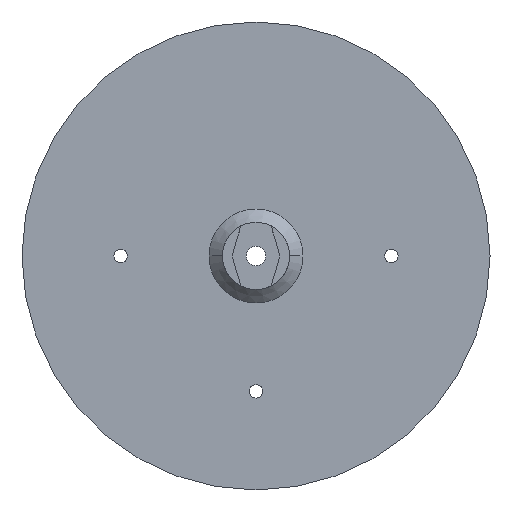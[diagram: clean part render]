
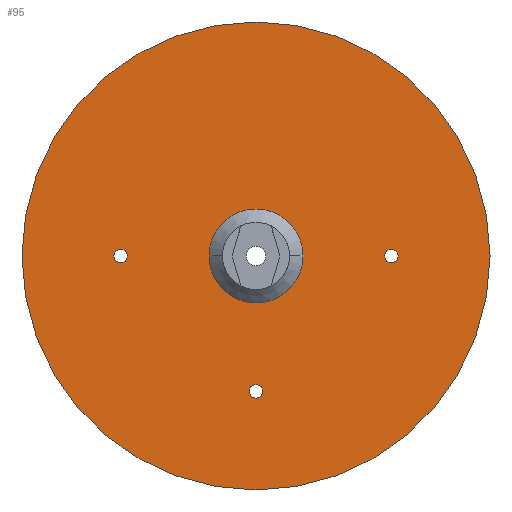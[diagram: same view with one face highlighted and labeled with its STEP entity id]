
A CAD part, top view. The second image highlights one B-rep face of the part: STEP entity #95.
In plain terms, the highlighted planar face has unit normal (0, 0, 1).
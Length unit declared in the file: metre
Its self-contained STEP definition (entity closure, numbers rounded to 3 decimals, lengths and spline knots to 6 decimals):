
#95=ADVANCED_FACE('0:31308',(#195,#196,#197,#198,#199),#200,.T.);
#195=FACE_OUTER_BOUND('',#307,.T.);
#196=FACE_BOUND('',#308,.T.);
#197=FACE_BOUND('',#309,.T.);
#198=FACE_BOUND('',#310,.T.);
#199=FACE_BOUND('',#311,.T.);
#200=PLANE('',#312);
#307=EDGE_LOOP('',(#660,#661));
#308=EDGE_LOOP('',(#662,#663));
#309=EDGE_LOOP('',(#664,#665));
#310=EDGE_LOOP('',(#666,#667));
#311=EDGE_LOOP('',(#668,#669));
#312=AXIS2_PLACEMENT_3D('',#670,#671,#672);
#660=ORIENTED_EDGE('',*,*,#755,.T.);
#661=ORIENTED_EDGE('',*,*,#799,.T.);
#662=ORIENTED_EDGE('',*,*,#715,.T.);
#663=ORIENTED_EDGE('',*,*,#810,.T.);
#664=ORIENTED_EDGE('',*,*,#711,.T.);
#665=ORIENTED_EDGE('',*,*,#812,.T.);
#666=ORIENTED_EDGE('',*,*,#707,.T.);
#667=ORIENTED_EDGE('',*,*,#814,.T.);
#668=ORIENTED_EDGE('',*,*,#705,.F.);
#669=ORIENTED_EDGE('',*,*,#815,.F.);
#670=CARTESIAN_POINT('',(0.,0.003,-0.044));
#671=DIRECTION('',(0.,0.,1.0));
#672=DIRECTION('',(0.0,-1.0,0.));
#705=EDGE_CURVE('0:31467',#821,#817,#823,.T.);
#707=EDGE_CURVE('0:31461',#827,#824,#828,.T.);
#711=EDGE_CURVE('0:31455',#835,#832,#836,.T.);
#715=EDGE_CURVE('0:31449',#843,#840,#844,.T.);
#755=EDGE_CURVE('0:31407',#915,#912,#916,.F.);
#799=EDGE_CURVE('0:31407',#912,#915,#985,.F.);
#810=EDGE_CURVE('0:31449',#840,#843,#996,.T.);
#812=EDGE_CURVE('0:31455',#832,#835,#998,.T.);
#814=EDGE_CURVE('0:31461',#824,#827,#1000,.T.);
#815=EDGE_CURVE('0:31467',#817,#821,#1001,.T.);
#817=VERTEX_POINT('',#1003);
#821=VERTEX_POINT('',#1008);
#823=CIRCLE('',#1011,0.007);
#824=VERTEX_POINT('',#1012);
#827=VERTEX_POINT('',#1016);
#828=CIRCLE('',#1017,0.001);
#832=VERTEX_POINT('',#1022);
#835=VERTEX_POINT('',#1026);
#836=CIRCLE('',#1027,0.001);
#840=VERTEX_POINT('',#1032);
#843=VERTEX_POINT('',#1036);
#844=CIRCLE('',#1037,0.001);
#912=VERTEX_POINT('',#1124);
#915=VERTEX_POINT('',#1128);
#916=CIRCLE('',#1129,0.03487);
#985=CIRCLE('',#1219,0.03487);
#996=CIRCLE('',#1230,0.001);
#998=CIRCLE('',#1232,0.001);
#1000=CIRCLE('',#1234,0.001);
#1001=CIRCLE('',#1235,0.007);
#1003=CARTESIAN_POINT('',(-0.007,0.003,-0.044));
#1008=CARTESIAN_POINT('',(0.007,0.003,-0.044));
#1011=AXIS2_PLACEMENT_3D('',#1241,#1242,#1243);
#1012=CARTESIAN_POINT('',(-0.020164,0.002,-0.044));
#1016=CARTESIAN_POINT('',(-0.020164,0.004,-0.044));
#1017=AXIS2_PLACEMENT_3D('',#1245,#1246,#1247);
#1022=CARTESIAN_POINT('',(0.,-0.018164,-0.044));
#1026=CARTESIAN_POINT('',(0.,-0.016164,-0.044));
#1027=AXIS2_PLACEMENT_3D('',#1253,#1254,#1255);
#1032=CARTESIAN_POINT('',(0.021164,0.003,-0.044));
#1036=CARTESIAN_POINT('',(0.019164,0.003,-0.044));
#1037=AXIS2_PLACEMENT_3D('',#1261,#1262,#1263);
#1124=CARTESIAN_POINT('',(0.03487,0.003,-0.044));
#1128=CARTESIAN_POINT('',(-0.03487,0.003,-0.044));
#1129=AXIS2_PLACEMENT_3D('',#1341,#1342,#1343);
#1219=AXIS2_PLACEMENT_3D('',#1431,#1432,#1433);
#1230=AXIS2_PLACEMENT_3D('',#1464,#1465,#1466);
#1232=AXIS2_PLACEMENT_3D('',#1470,#1471,#1472);
#1234=AXIS2_PLACEMENT_3D('',#1476,#1477,#1478);
#1235=AXIS2_PLACEMENT_3D('',#1479,#1480,#1481);
#1241=CARTESIAN_POINT('',(0.,0.003,-0.044));
#1242=DIRECTION('',(0.,0.,1.0));
#1243=DIRECTION('',(-1.0,0.,0.));
#1245=CARTESIAN_POINT('',(-0.020164,0.003,-0.044));
#1246=DIRECTION('',(0.,0.,-1.0));
#1247=DIRECTION('',(0.0,-1.0,0.));
#1253=CARTESIAN_POINT('',(0.,-0.017164,-0.044));
#1254=DIRECTION('',(0.,0.,-1.0));
#1255=DIRECTION('',(0.,-1.0,0.0));
#1261=CARTESIAN_POINT('',(0.020164,0.003,-0.044));
#1262=DIRECTION('',(0.0,0.,-1.0));
#1263=DIRECTION('',(1.0,0.0,0.0));
#1341=CARTESIAN_POINT('',(0.,0.003,-0.044));
#1342=DIRECTION('',(0.,0.,-1.0));
#1343=DIRECTION('',(1.0,0.0,0.));
#1431=CARTESIAN_POINT('',(0.,0.003,-0.044));
#1432=DIRECTION('',(0.,0.,-1.0));
#1433=DIRECTION('',(1.0,0.0,0.));
#1464=CARTESIAN_POINT('',(0.020164,0.003,-0.044));
#1465=DIRECTION('',(0.0,0.,-1.0));
#1466=DIRECTION('',(1.0,0.0,0.0));
#1470=CARTESIAN_POINT('',(0.,-0.017164,-0.044));
#1471=DIRECTION('',(0.,0.,-1.0));
#1472=DIRECTION('',(0.,-1.0,0.0));
#1476=CARTESIAN_POINT('',(-0.020164,0.003,-0.044));
#1477=DIRECTION('',(0.,0.,-1.0));
#1478=DIRECTION('',(0.0,-1.0,0.));
#1479=CARTESIAN_POINT('',(0.,0.003,-0.044));
#1480=DIRECTION('',(0.,0.,1.0));
#1481=DIRECTION('',(-1.0,0.,0.));
